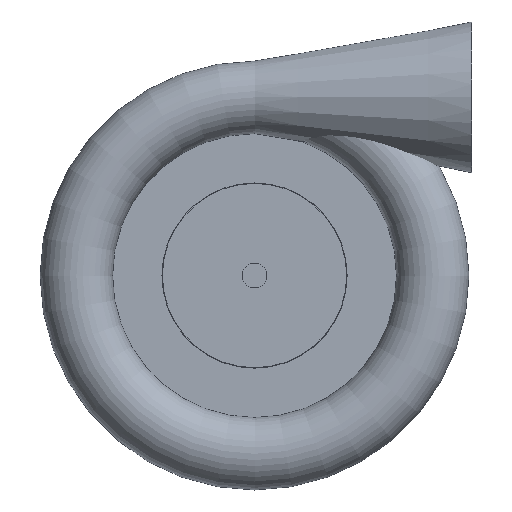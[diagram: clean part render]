
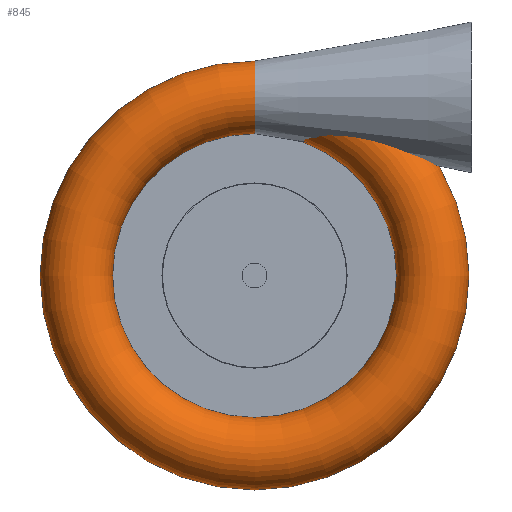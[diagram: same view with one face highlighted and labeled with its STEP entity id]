
A CAD part, left-side view. The second image highlights one B-rep face of the part: STEP entity #845.
In plain terms, the highlighted toroidal (fillet/blend) face has major radius 0.044 mm and minor radius 0.009 mm.
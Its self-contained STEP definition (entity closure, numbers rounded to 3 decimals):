
#845 = ADVANCED_FACE('',(#846),#859,.T.);
#846 = FACE_BOUND('',#847,.T.);
#847 = EDGE_LOOP('',(#848,#876,#897,#898));
#848 = ORIENTED_EDGE('',*,*,#849,.T.);
#849 = EDGE_CURVE('',#850,#850,#852,.T.);
#850 = VERTEX_POINT('',#851);
#851 = CARTESIAN_POINT('',(0.009,0.044,
    0.));
#852 = SEAM_CURVE('',#853,(#858,#869),.PCURVE_S1.);
#853 = CIRCLE('',#854,0.044);
#854 = AXIS2_PLACEMENT_3D('',#855,#856,#857);
#855 = CARTESIAN_POINT('',(0.009,0.,0.));
#856 = DIRECTION('',(1.,0.,-0.));
#857 = DIRECTION('',(0.,1.,0.));
#858 = PCURVE('',#859,#864);
#859 = TOROIDAL_SURFACE('',#860,0.044,0.009);
#860 = AXIS2_PLACEMENT_3D('',#861,#862,#863);
#861 = CARTESIAN_POINT('',(0.,0.,0.));
#862 = DIRECTION('',(1.,0.,-0.));
#863 = DIRECTION('',(0.,1.,0.));
#864 = DEFINITIONAL_REPRESENTATION('',(#865),#868);
#865 = B_SPLINE_CURVE_WITH_KNOTS('',1,(#866,#867),.UNSPECIFIED.,.F.,.F.,
  (2,2),(0.,6.283),.PIECEWISE_BEZIER_KNOTS.);
#866 = CARTESIAN_POINT('',(0.,1.571));
#867 = CARTESIAN_POINT('',(6.283,1.571));
#868 = ( GEOMETRIC_REPRESENTATION_CONTEXT(2) 
PARAMETRIC_REPRESENTATION_CONTEXT() REPRESENTATION_CONTEXT('2D SPACE',''
  ) );
#869 = PCURVE('',#859,#870);
#870 = DEFINITIONAL_REPRESENTATION('',(#871),#875);
#871 = LINE('',#872,#873);
#872 = CARTESIAN_POINT('',(0.,7.854));
#873 = VECTOR('',#874,1.);
#874 = DIRECTION('',(1.,0.));
#875 = ( GEOMETRIC_REPRESENTATION_CONTEXT(2) 
PARAMETRIC_REPRESENTATION_CONTEXT() REPRESENTATION_CONTEXT('2D SPACE',''
  ) );
#876 = ORIENTED_EDGE('',*,*,#877,.F.);
#877 = EDGE_CURVE('',#850,#850,#878,.T.);
#878 = SEAM_CURVE('',#879,(#884,#891),.PCURVE_S1.);
#879 = CIRCLE('',#880,0.009);
#880 = AXIS2_PLACEMENT_3D('',#881,#882,#883);
#881 = CARTESIAN_POINT('',(0.,0.044,
    0.));
#882 = DIRECTION('',(-0.,0.,-1.));
#883 = DIRECTION('',(0.,1.,0.));
#884 = PCURVE('',#859,#885);
#885 = DEFINITIONAL_REPRESENTATION('',(#886),#890);
#886 = LINE('',#887,#888);
#887 = CARTESIAN_POINT('',(0.,0.));
#888 = VECTOR('',#889,1.);
#889 = DIRECTION('',(0.,1.));
#890 = ( GEOMETRIC_REPRESENTATION_CONTEXT(2) 
PARAMETRIC_REPRESENTATION_CONTEXT() REPRESENTATION_CONTEXT('2D SPACE',''
  ) );
#891 = PCURVE('',#859,#892);
#892 = DEFINITIONAL_REPRESENTATION('',(#893),#896);
#893 = B_SPLINE_CURVE_WITH_KNOTS('',1,(#894,#895),.UNSPECIFIED.,.F.,.F.,
  (2,2),(1.571,7.854),.PIECEWISE_BEZIER_KNOTS.);
#894 = CARTESIAN_POINT('',(6.283,1.571));
#895 = CARTESIAN_POINT('',(6.283,7.854));
#896 = ( GEOMETRIC_REPRESENTATION_CONTEXT(2) 
PARAMETRIC_REPRESENTATION_CONTEXT() REPRESENTATION_CONTEXT('2D SPACE',''
  ) );
#897 = ORIENTED_EDGE('',*,*,#849,.F.);
#898 = ORIENTED_EDGE('',*,*,#877,.T.);
